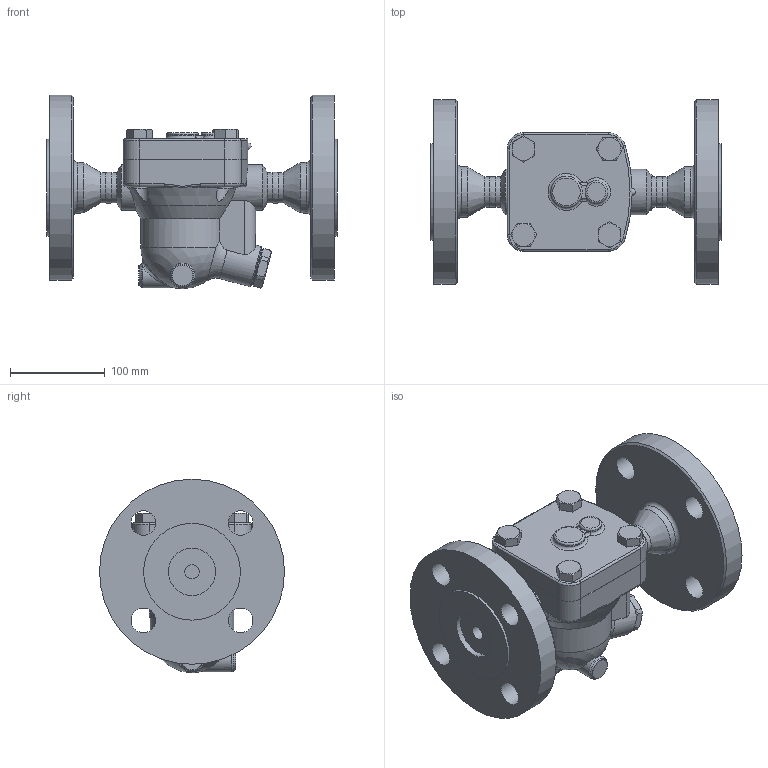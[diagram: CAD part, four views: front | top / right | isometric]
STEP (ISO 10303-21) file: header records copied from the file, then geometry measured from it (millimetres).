
FILE_DESCRIPTION((''),'2;1');
FILE_NAME('j5rhp-050-e0100-00.stp','2011-09-30T10:55:51',('asada'),(''),'Autodesk Inventor 2012','Autodesk Inventor 2012','');
FILE_SCHEMA(('AUTOMOTIVE_DESIGN { 1 0 10303 214 1 1 1 1 }'));
Length unit declared in the file: millimetre
Products named in the file (1): j5rhp-050-e0100-00
Bounding box: 306 x 195 x 203.95 mm (x, y, z)
Volume: 3206295.6 mm3; surface area: 296110.2 mm2
Topology: 1 solids, 1 shells, 284 faces, 699 edges, 440 vertices
Faces by surface type: plane 97, cylinder 81, cone 39, bspline 35, torus 30, sphere 2
Full cylindrical faces by diameter (mm): 15 x2, 16 x8, 18 x4, 22 x2, 24 x1, 26 x9, 32 x4, 33 x1, 38 x1, 44 x1, 48 x2, 50 x2, 80 x1, 102 x2, 195 x2
Entity records: 13479 total; most frequent: CARTESIAN_POINT 7458, ORIENTED_EDGE 1210, DIRECTION 1190, EDGE_CURVE 605, AXIS2_PLACEMENT_3D 516, VERTEX_POINT 415, EDGE_LOOP 400, FACE_OUTER_BOUND 284
